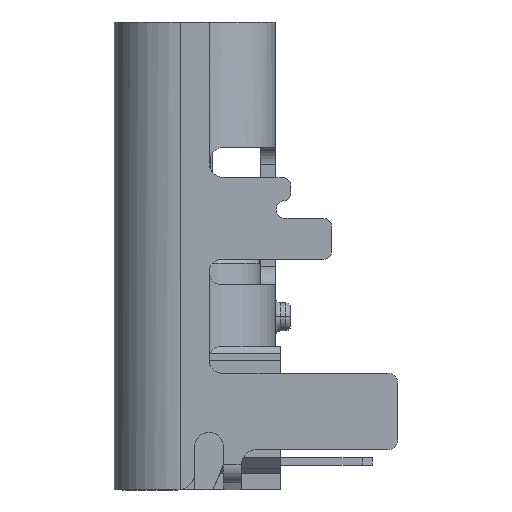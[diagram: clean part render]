
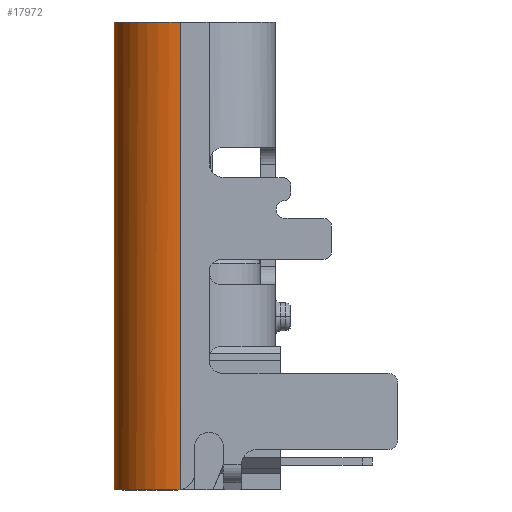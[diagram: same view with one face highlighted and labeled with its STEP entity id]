
A CAD part, left-side view. The second image highlights one B-rep face of the part: STEP entity #17972.
In plain terms, the highlighted cylindrical face has radius 1.3 mm (diameter 2.6 mm), a partial arc.
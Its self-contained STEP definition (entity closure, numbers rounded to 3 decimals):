
#978 = CARTESIAN_POINT ( 'NONE',  ( -4.473, 2.23, -4.585 ) ) ;
#1083 = CARTESIAN_POINT ( 'NONE',  ( -3.175, 2.16, -4.585 ) ) ;
#1508 = DIRECTION ( 'NONE',  ( 0., 0., 1. ) ) ;
#2388 = DIRECTION ( 'NONE',  ( -1., 0., 0. ) ) ;
#3517 = VERTEX_POINT ( 'NONE', #5175 ) ;
#3747 = LINE ( 'NONE', #12247, #6374 ) ;
#5175 = CARTESIAN_POINT ( 'NONE',  ( -3.175, 3.46, -4.585 ) ) ;
#5730 = AXIS2_PLACEMENT_3D ( 'NONE', #15232, #10789, #13602 ) ;
#6054 = VERTEX_POINT ( 'NONE', #21181 ) ;
#6374 = VECTOR ( 'NONE', #12844, 1000. ) ;
#6429 = B_SPLINE_CURVE_WITH_KNOTS ( 'NONE', 3,
 ( #978, #9777, #25842, #16469 ),
 .UNSPECIFIED., .F., .F.,
 ( 4, 4 ),
 ( 0., 1. ),
 .UNSPECIFIED. ) ;
#6820 = ORIENTED_EDGE ( 'NONE', *, *, #15268, .T. ) ;
#7764 = ORIENTED_EDGE ( 'NONE', *, *, #9656, .T. ) ;
#7767 = CARTESIAN_POINT ( 'NONE',  ( -4.475, 2.16, 4.585 ) ) ;
#8493 = ORIENTED_EDGE ( 'NONE', *, *, #21021, .T. ) ;
#8577 = AXIS2_PLACEMENT_3D ( 'NONE', #13743, #22813, #2388 ) ;
#9656 = EDGE_CURVE ( 'NONE', #6054, #3517, #3747, .T. ) ;
#9777 = CARTESIAN_POINT ( 'NONE',  ( -4.474, 2.206, -4.585 ) ) ;
#10789 = DIRECTION ( 'NONE',  ( 0., 0., -1. ) ) ;
#12247 = CARTESIAN_POINT ( 'NONE',  ( -3.175, 3.46, 4.585 ) ) ;
#12844 = DIRECTION ( 'NONE',  ( 0., 0., -1. ) ) ;
#13602 = DIRECTION ( 'NONE',  ( -1., 0., 0. ) ) ;
#13743 = CARTESIAN_POINT ( 'NONE',  ( -3.175, 2.16, 4.585 ) ) ;
#15232 = CARTESIAN_POINT ( 'NONE',  ( -3.175, 2.16, 4.585 ) ) ;
#15268 = EDGE_CURVE ( 'NONE', #20212, #16960, #6429, .T. ) ;
#15364 = CIRCLE ( 'NONE', #22973, 1.3 ) ;
#15528 = CYLINDRICAL_SURFACE ( 'NONE', #5730, 1.3 ) ;
#16469 = CARTESIAN_POINT ( 'NONE',  ( -4.475, 2.16, -4.578 ) ) ;
#16960 = VERTEX_POINT ( 'NONE', #26598 ) ;
#17024 = DIRECTION ( 'NONE',  ( -1., 0., 0. ) ) ;
#17752 = VECTOR ( 'NONE', #1508, 1000. ) ;
#17972 = ADVANCED_FACE ( 'NONE', ( #19884 ), #15528, .T. ) ;
#18179 = EDGE_CURVE ( 'NONE', #25832, #6054, #26159, .T. ) ;
#19884 = FACE_OUTER_BOUND ( 'NONE', #20060, .T. ) ;
#20060 = EDGE_LOOP ( 'NONE', ( #20897, #7764, #8493, #6820, #25967 ) ) ;
#20212 = VERTEX_POINT ( 'NONE', #22070 ) ;
#20897 = ORIENTED_EDGE ( 'NONE', *, *, #18179, .T. ) ;
#21021 = EDGE_CURVE ( 'NONE', #3517, #20212, #15364, .T. ) ;
#21081 = EDGE_CURVE ( 'NONE', #16960, #25832, #22075, .T. ) ;
#21181 = CARTESIAN_POINT ( 'NONE',  ( -3.175, 3.46, 4.585 ) ) ;
#22070 = CARTESIAN_POINT ( 'NONE',  ( -4.473, 2.23, -4.585 ) ) ;
#22075 = LINE ( 'NONE', #22368, #17752 ) ;
#22368 = CARTESIAN_POINT ( 'NONE',  ( -4.475, 2.16, 4.585 ) ) ;
#22813 = DIRECTION ( 'NONE',  ( 0., 0., -1. ) ) ;
#22973 = AXIS2_PLACEMENT_3D ( 'NONE', #1083, #23725, #17024 ) ;
#23725 = DIRECTION ( 'NONE',  ( 0., 0., 1. ) ) ;
#25832 = VERTEX_POINT ( 'NONE', #7767 ) ;
#25842 = CARTESIAN_POINT ( 'NONE',  ( -4.475, 2.183, -4.583 ) ) ;
#25967 = ORIENTED_EDGE ( 'NONE', *, *, #21081, .T. ) ;
#26159 = CIRCLE ( 'NONE', #8577, 1.3 ) ;
#26598 = CARTESIAN_POINT ( 'NONE',  ( -4.475, 2.16, -4.578 ) ) ;
